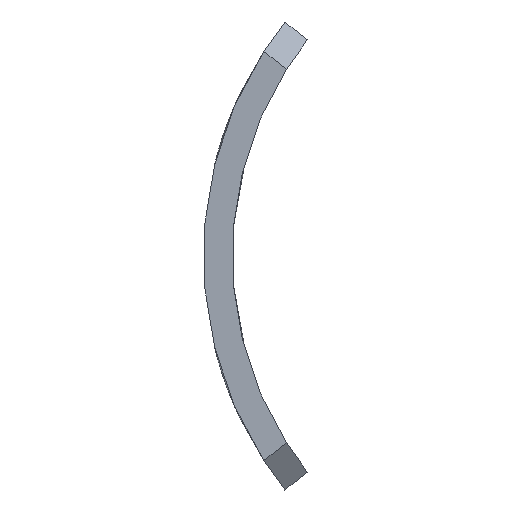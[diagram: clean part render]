
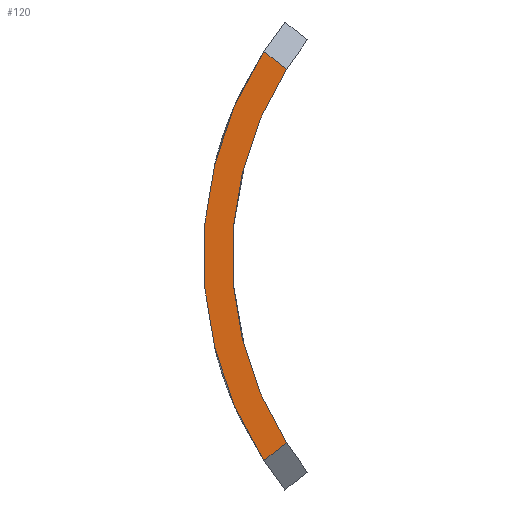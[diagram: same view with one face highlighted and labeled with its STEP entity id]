
A CAD part, left-side view. The second image highlights one B-rep face of the part: STEP entity #120.
In plain terms, the highlighted planar face has unit normal (-1, 0, 0).
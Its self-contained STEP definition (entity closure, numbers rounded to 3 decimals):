
#20 = AXIS2_PLACEMENT_3D ( 'NONE', #197, #201, #683 ) ;
#36 = ORIENTED_EDGE ( 'NONE', *, *, #331, .T. ) ;
#45 = DIRECTION ( 'NONE',  ( 0., 0., -1. ) ) ;
#62 = PLANE ( 'NONE',  #20 ) ;
#113 = VERTEX_POINT ( 'NONE', #697 ) ;
#120 = ADVANCED_FACE ( 'NONE', ( #397 ), #62, .F. ) ;
#128 = CARTESIAN_POINT ( 'NONE',  ( 0., 22.047, 14.283 ) ) ;
#177 = CARTESIAN_POINT ( 'NONE',  ( 0., 21.953, -14.209 ) ) ;
#197 = CARTESIAN_POINT ( 'NONE',  ( 0., 0., 0. ) ) ;
#201 = DIRECTION ( 'NONE',  ( 1., 0., 0. ) ) ;
#203 = ORIENTED_EDGE ( 'NONE', *, *, #452, .T. ) ;
#227 = AXIS2_PLACEMENT_3D ( 'NONE', #252, #478, #378 ) ;
#250 = DIRECTION ( 'NONE',  ( 0., -0.784, 0.621 ) ) ;
#252 = CARTESIAN_POINT ( 'NONE',  ( 0., 0., 0. ) ) ;
#258 = EDGE_LOOP ( 'NONE', ( #601, #291, #203, #36 ) ) ;
#266 = LINE ( 'NONE', #696, #440 ) ;
#291 = ORIENTED_EDGE ( 'NONE', *, *, #353, .T. ) ;
#326 = DIRECTION ( 'NONE',  ( 1., 0., 0. ) ) ;
#331 = EDGE_CURVE ( 'NONE', #113, #516, #402, .T. ) ;
#346 = VECTOR ( 'NONE', #584, 1000. ) ;
#353 = EDGE_CURVE ( 'NONE', #521, #551, #266, .T. ) ;
#369 = CARTESIAN_POINT ( 'NONE',  ( 0., 0., 0. ) ) ;
#371 = CIRCLE ( 'NONE', #390, 24.15 ) ;
#378 = DIRECTION ( 'NONE',  ( 0., 0., -1. ) ) ;
#390 = AXIS2_PLACEMENT_3D ( 'NONE', #369, #326, #45 ) ;
#397 = FACE_OUTER_BOUND ( 'NONE', #258, .T. ) ;
#402 = LINE ( 'NONE', #128, #346 ) ;
#440 = VECTOR ( 'NONE', #250, 1000. ) ;
#452 = EDGE_CURVE ( 'NONE', #551, #113, #371, .T. ) ;
#478 = DIRECTION ( 'NONE',  ( 1., 0., 0. ) ) ;
#516 = VERTEX_POINT ( 'NONE', #685 ) ;
#521 = VERTEX_POINT ( 'NONE', #177 ) ;
#551 = VERTEX_POINT ( 'NONE', #565 ) ;
#554 = CIRCLE ( 'NONE', #227, 26.15 ) ;
#565 = CARTESIAN_POINT ( 'NONE',  ( 0., 20.378, -12.96 ) ) ;
#584 = DIRECTION ( 'NONE',  ( 0., 0.784, 0.621 ) ) ;
#601 = ORIENTED_EDGE ( 'NONE', *, *, #713, .F. ) ;
#683 = DIRECTION ( 'NONE',  ( 0., 0., -1. ) ) ;
#685 = CARTESIAN_POINT ( 'NONE',  ( 0., 21.953, 14.209 ) ) ;
#696 = CARTESIAN_POINT ( 'NONE',  ( 0., 1.553, 1.959 ) ) ;
#697 = CARTESIAN_POINT ( 'NONE',  ( 0., 20.378, 12.96 ) ) ;
#713 = EDGE_CURVE ( 'NONE', #521, #516, #554, .T. ) ;
